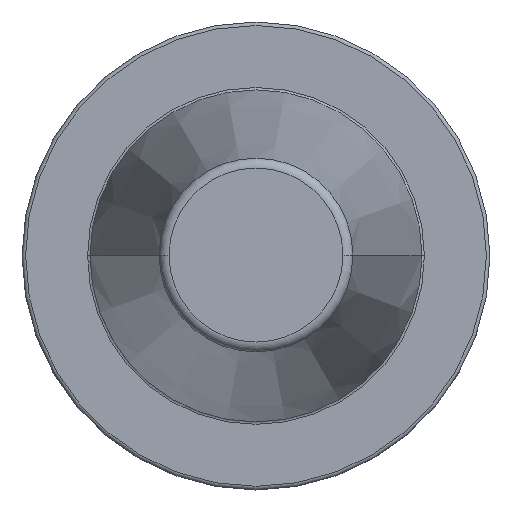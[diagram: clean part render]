
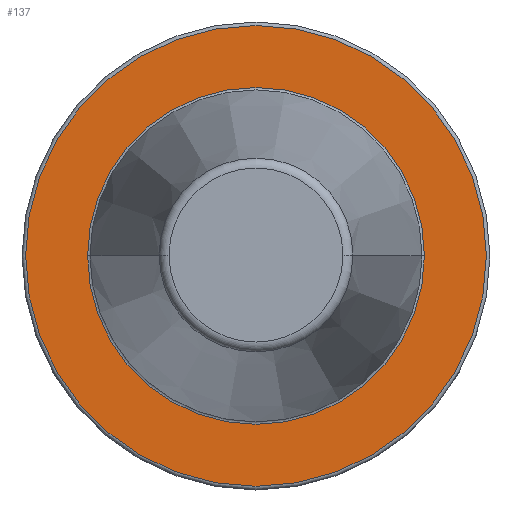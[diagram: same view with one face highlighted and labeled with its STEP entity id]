
A CAD part, top view. The second image highlights one B-rep face of the part: STEP entity #137.
In plain terms, the highlighted planar face has unit normal (0, 0, 1).
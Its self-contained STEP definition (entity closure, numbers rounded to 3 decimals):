
#55=PLANE('',#1010);
#79=FACE_BOUND('',#261,.T.);
#80=FACE_BOUND('',#262,.T.);
#137=ADVANCED_FACE('',(#79,#80),#55,.F.);
#261=EDGE_LOOP('',(#461));
#262=EDGE_LOOP('',(#462,#463));
#306=CIRCLE('',#946,35.425);
#308=CIRCLE('',#949,35.425);
#348=CIRCLE('',#1009,48.46);
#461=ORIENTED_EDGE('',*,*,#764,.T.);
#462=ORIENTED_EDGE('',*,*,#709,.T.);
#463=ORIENTED_EDGE('',*,*,#711,.T.);
#626=VERTEX_POINT('',#1391);
#629=VERTEX_POINT('',#1396);
#664=VERTEX_POINT('',#1508);
#709=EDGE_CURVE('',#626,#629,#306,.T.);
#711=EDGE_CURVE('',#629,#626,#308,.T.);
#764=EDGE_CURVE('',#664,#664,#348,.T.);
#946=AXIS2_PLACEMENT_3D('',#1397,#1094,#1095);
#949=AXIS2_PLACEMENT_3D('',#1400,#1100,#1101);
#1009=AXIS2_PLACEMENT_3D('',#1507,#1233,#1234);
#1010=AXIS2_PLACEMENT_3D('',#1509,#1235,#1236);
#1094=DIRECTION('',(0.,0.,-1.));
#1095=DIRECTION('',(-1.,0.,0.));
#1100=DIRECTION('',(0.,0.,-1.));
#1101=DIRECTION('',(-1.,0.,0.));
#1233=DIRECTION('',(0.,0.,1.));
#1234=DIRECTION('',(-1.,0.,0.));
#1235=DIRECTION('',(0.,0.,-1.));
#1236=DIRECTION('',(1.,0.,0.));
#1391=CARTESIAN_POINT('',(-35.425,0.,-3.2));
#1396=CARTESIAN_POINT('',(35.425,0.,-3.2));
#1397=CARTESIAN_POINT('',(0.,0.,-3.2));
#1400=CARTESIAN_POINT('',(0.,0.,-3.2));
#1507=CARTESIAN_POINT('',(0.,0.,-3.2));
#1508=CARTESIAN_POINT('',(-48.46,0.,-3.2));
#1509=CARTESIAN_POINT('',(0.,35.425,-3.2));
